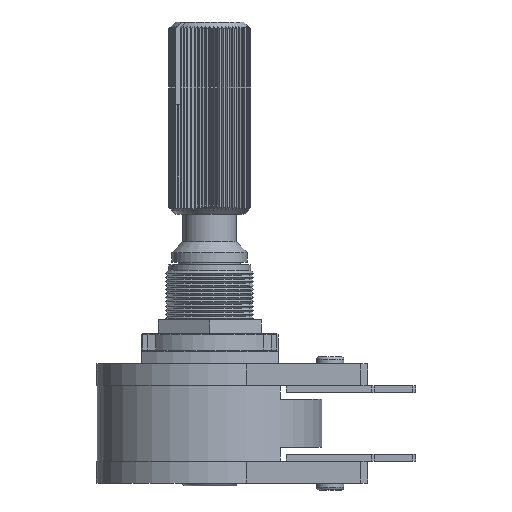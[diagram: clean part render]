
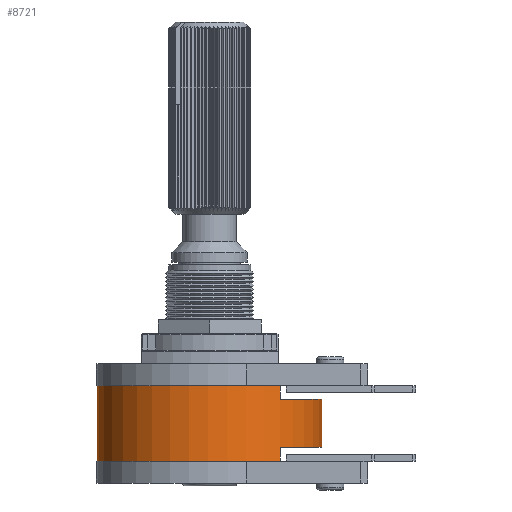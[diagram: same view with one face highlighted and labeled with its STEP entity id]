
A CAD part, left-side view. The second image highlights one B-rep face of the part: STEP entity #8721.
In plain terms, the highlighted cylindrical face has radius 8.2 mm (diameter 16.4 mm), a full revolution.
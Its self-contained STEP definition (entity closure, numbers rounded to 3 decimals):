
#94=FACE_BOUND('',#1347,.T.);
#207=CYLINDRICAL_SURFACE('',#9387,8.2);
#814=FACE_OUTER_BOUND('',#1346,.T.);
#1346=EDGE_LOOP('',(#6887,#6888,#6889,#6890));
#1347=EDGE_LOOP('',(#6891,#6892,#6893,#6894));
#1750=CIRCLE('',#9376,8.2);
#1752=CIRCLE('',#9379,8.2);
#1754=CIRCLE('',#9388,8.2);
#1755=CIRCLE('',#9389,8.2);
#2251=LINE('',#14339,#2976);
#2252=LINE('',#14340,#2977);
#2253=LINE('',#14342,#2978);
#2254=LINE('',#14345,#2979);
#2976=VECTOR('',#11037,1.);
#2977=VECTOR('',#11038,1.);
#2978=VECTOR('',#11039,1.);
#2979=VECTOR('',#11042,1.);
#3853=VERTEX_POINT('',#14244);
#3854=VERTEX_POINT('',#14245);
#3875=VERTEX_POINT('',#14289);
#3876=VERTEX_POINT('',#14290);
#3889=VERTEX_POINT('',#14336);
#3890=VERTEX_POINT('',#14337);
#3891=VERTEX_POINT('',#14341);
#3892=VERTEX_POINT('',#14343);
#4905=EDGE_CURVE('',#3853,#3854,#1750,.T.);
#4927=EDGE_CURVE('',#3875,#3876,#1752,.T.);
#4953=EDGE_CURVE('',#3889,#3890,#1754,.T.);
#4954=EDGE_CURVE('',#3890,#3876,#2251,.F.);
#4955=EDGE_CURVE('',#3875,#3889,#2252,.T.);
#4956=EDGE_CURVE('',#3853,#3891,#2253,.F.);
#4957=EDGE_CURVE('',#3891,#3892,#1755,.T.);
#4958=EDGE_CURVE('',#3892,#3854,#2254,.T.);
#6887=ORIENTED_EDGE('',*,*,#4953,.T.);
#6888=ORIENTED_EDGE('',*,*,#4954,.T.);
#6889=ORIENTED_EDGE('',*,*,#4927,.F.);
#6890=ORIENTED_EDGE('',*,*,#4955,.T.);
#6891=ORIENTED_EDGE('',*,*,#4905,.F.);
#6892=ORIENTED_EDGE('',*,*,#4956,.T.);
#6893=ORIENTED_EDGE('',*,*,#4957,.T.);
#6894=ORIENTED_EDGE('',*,*,#4958,.T.);
#8721=ADVANCED_FACE('',(#814,#94),#207,.T.);
#9376=AXIS2_PLACEMENT_3D('',#14246,#10967,#10968);
#9379=AXIS2_PLACEMENT_3D('',#14291,#10993,#10994);
#9387=AXIS2_PLACEMENT_3D('',#14335,#11033,#11034);
#9388=AXIS2_PLACEMENT_3D('',#14338,#11035,#11036);
#9389=AXIS2_PLACEMENT_3D('',#14344,#11040,#11041);
#10967=DIRECTION('center_axis',(0.,0.,-1.));
#10968=DIRECTION('ref_axis',(-1.,0.,0.));
#10993=DIRECTION('center_axis',(0.,0.,1.));
#10994=DIRECTION('ref_axis',(1.,0.,0.));
#11033=DIRECTION('center_axis',(0.,0.,-1.));
#11034=DIRECTION('ref_axis',(-1.,0.,0.));
#11035=DIRECTION('center_axis',(0.,0.,-1.));
#11036=DIRECTION('ref_axis',(-1.,0.,0.));
#11037=DIRECTION('',(0.,0.,-1.));
#11038=DIRECTION('',(0.,0.,-1.));
#11039=DIRECTION('',(0.,0.,-1.));
#11040=DIRECTION('center_axis',(0.,0.,1.));
#11041=DIRECTION('ref_axis',(1.,0.,0.));
#11042=DIRECTION('',(0.,0.,-1.));
#14244=CARTESIAN_POINT('',(-6.4,-5.126,0.));
#14245=CARTESIAN_POINT('',(6.4,-5.126,0.));
#14246=CARTESIAN_POINT('Origin',(0.,0.,0.));
#14289=CARTESIAN_POINT('',(6.4,-5.126,5.5));
#14290=CARTESIAN_POINT('',(-6.4,-5.126,5.5));
#14291=CARTESIAN_POINT('Origin',(0.,0.,5.5));
#14335=CARTESIAN_POINT('Origin',(0.,0.,5.5));
#14336=CARTESIAN_POINT('',(6.4,-5.126,4.5));
#14337=CARTESIAN_POINT('',(-6.4,-5.126,4.5));
#14338=CARTESIAN_POINT('Origin',(0.,0.,4.5));
#14339=CARTESIAN_POINT('',(-6.4,-5.126,5.5));
#14340=CARTESIAN_POINT('',(6.4,-5.126,5.5));
#14341=CARTESIAN_POINT('',(-6.4,-5.126,1.));
#14342=CARTESIAN_POINT('',(-6.4,-5.126,1.));
#14343=CARTESIAN_POINT('',(6.4,-5.126,1.));
#14344=CARTESIAN_POINT('Origin',(0.,0.,1.));
#14345=CARTESIAN_POINT('',(6.4,-5.126,1.));
